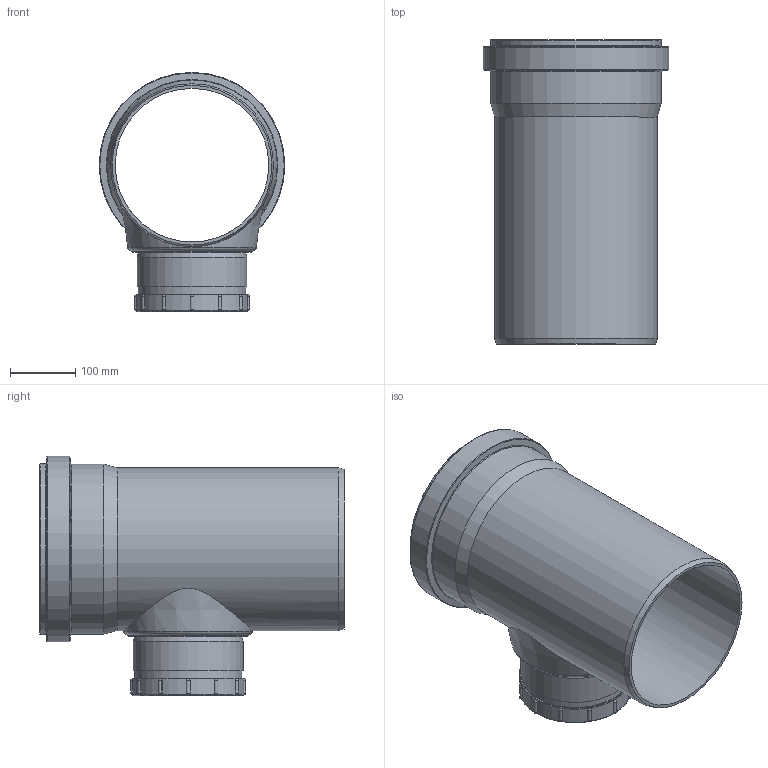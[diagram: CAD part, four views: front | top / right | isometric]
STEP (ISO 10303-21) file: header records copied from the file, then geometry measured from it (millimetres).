
FILE_DESCRIPTION(/* description */ (''),/* implementation_level */ '2;1');
FILE_NAME(/* name */ '824600 KGRE Reinigungsrohr, rund DN_OD 250.stp',/* time_stamp */ '2017-05-03T12:21:08+02:00',/* author */ ('user1'),/* organization */ (''),/* preprocessor_version */ 'ST-DEVELOPER v16.1',/* originating_system */ 'Autodesk Inventor 2016',/* authorisation */ '');
FILE_SCHEMA (('AUTOMOTIVE_DESIGN { 1 0 10303 214 3 1 1 }'));
Length unit declared in the file: millimetre
Products named in the file (5): 824600 KGRE Reinigungsrohr, rund DN_OD 250; 824600 KGRE Reinigungsrohr, rund DN_OD 250 Dichtung; 824600 KGRE Reinigungsrohr, rund DN_OD 250 Abzweig; 824600 KGRE Reinigungsrohr, rund DN_OD 250 Deckel; 824600 KGRE Reinigungsrohr, rund DN_OD 250_1
Assembly tree (4 placements, depth 2):
  824600 KGRE Reinigungsrohr, rund DN_OD 250_1
    824600 KGRE Reinigungsrohr, rund DN_OD 250
    824600 KGRE Reinigungsrohr, rund DN_OD 250 Dichtung
    824600 KGRE Reinigungsrohr, rund DN_OD 250 Abzweig
    824600 KGRE Reinigungsrohr, rund DN_OD 250 Deckel
Bounding box: 285.5 x 468 x 368 mm (x, y, z)
Volume: 2862767.1 mm3; surface area: 978713 mm2
Topology: 4 solids, 4 shells, 207 faces, 432 edges, 270 vertices
Faces by surface type: cylinder 92, plane 64, bspline 24, torus 15, cone 12
Full cylindrical faces by diameter (mm): 152 x1, 160 x2, 161 x1, 165 x2, 169 x1, 170 x2, 182 x2, 236.3 x1, 250.5 x1, 250.8 x1, 251.1 x2, 261.8 x1, 262.1 x1, 274.5 x1, 285.5 x1
Entity records: 5942 total; most frequent: CARTESIAN_POINT 1789, DIRECTION 920, ORIENTED_EDGE 700, AXIS2_PLACEMENT_3D 399, EDGE_CURVE 350, EDGE_LOOP 270, FACE_OUTER_BOUND 207, CIRCLE 207
